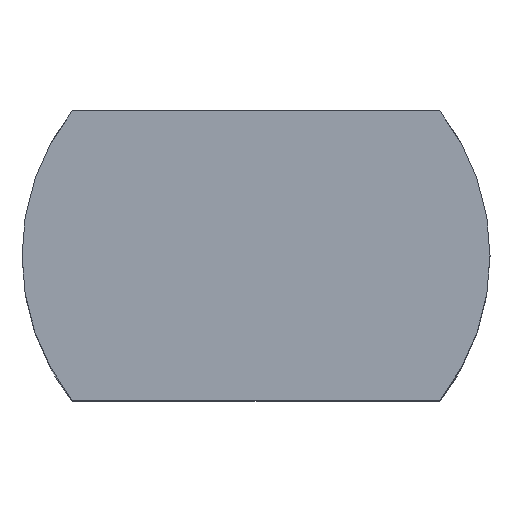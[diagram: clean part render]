
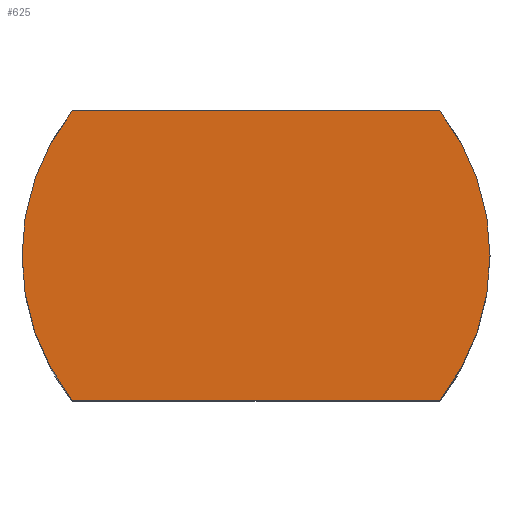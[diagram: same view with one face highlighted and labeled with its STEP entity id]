
A CAD part, top view. The second image highlights one B-rep face of the part: STEP entity #625.
In plain terms, the highlighted planar face has unit normal (0, 0, 1).
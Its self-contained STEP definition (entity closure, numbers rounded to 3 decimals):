
#30=LINE('',#893,#60);
#31=LINE('',#894,#61);
#60=VECTOR('',#751,1000.);
#61=VECTOR('',#752,1000.);
#86=PLANE('',#669);
#125=ORIENTED_EDGE('',*,*,#239,.F.);
#126=ORIENTED_EDGE('',*,*,#240,.F.);
#127=ORIENTED_EDGE('',*,*,#229,.F.);
#128=ORIENTED_EDGE('',*,*,#241,.F.);
#229=EDGE_CURVE('',#287,#288,#325,.T.);
#239=EDGE_CURVE('',#297,#298,#331,.T.);
#240=EDGE_CURVE('',#288,#297,#30,.T.);
#241=EDGE_CURVE('',#298,#287,#31,.T.);
#287=VERTEX_POINT('',#864);
#288=VERTEX_POINT('',#866);
#297=VERTEX_POINT('',#891);
#298=VERTEX_POINT('',#892);
#325=CIRCLE('',#661,3.5);
#331=CIRCLE('',#670,3.5);
#354=EDGE_LOOP('',(#125,#126,#127,#128));
#392=FACE_BOUND('',#354,.T.);
#625=ADVANCED_FACE('',(#392),#86,.F.);
#661=AXIS2_PLACEMENT_3D('',#865,#728,#729);
#669=AXIS2_PLACEMENT_3D('',#889,#747,#748);
#670=AXIS2_PLACEMENT_3D('',#890,#749,#750);
#728=DIRECTION('',(0.,0.,-1.));
#729=DIRECTION('',(-1.,0.,0.));
#747=DIRECTION('',(0.,0.,-1.));
#748=DIRECTION('',(-1.,0.,0.));
#749=DIRECTION('',(0.,0.,-1.));
#750=DIRECTION('',(1.,0.,0.));
#751=DIRECTION('',(-1.,0.,0.));
#752=DIRECTION('',(1.,0.,0.));
#864=CARTESIAN_POINT('',(2.75,2.165,7.));
#865=CARTESIAN_POINT('',(0.,0.,7.));
#866=CARTESIAN_POINT('',(2.75,-2.165,7.));
#889=CARTESIAN_POINT('',(0.,0.,7.));
#890=CARTESIAN_POINT('',(0.,0.,7.));
#891=CARTESIAN_POINT('',(-2.75,-2.165,7.));
#892=CARTESIAN_POINT('',(-2.75,2.165,7.));
#893=CARTESIAN_POINT('',(2.75,-2.165,7.));
#894=CARTESIAN_POINT('',(-2.75,2.165,7.));
